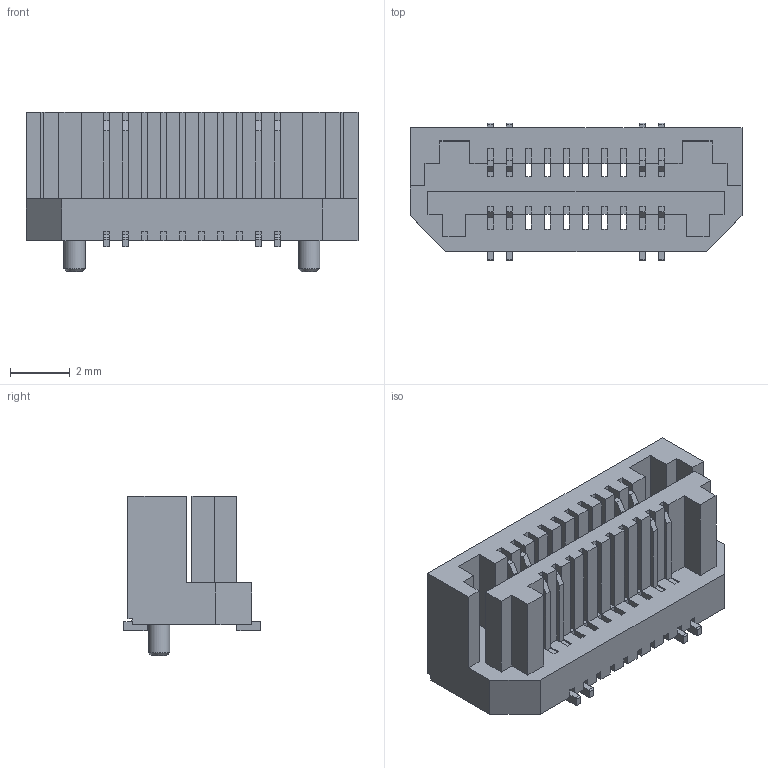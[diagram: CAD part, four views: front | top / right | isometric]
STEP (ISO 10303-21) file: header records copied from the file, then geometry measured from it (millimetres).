
FILE_DESCRIPTION(/* description */ (''),/* implementation_level */ '2;1');
FILE_NAME(/* name */ 'SAMTEC_LSS-110-01-L-DV-A.stp',/* time_stamp */ '2016-03-07T13:38:24+01:00',/* author */ ('riccim'),/* organization */ (''),/* preprocessor_version */ 'ST-DEVELOPER v15.5',/* originating_system */ 'AutoCAD Mechanical',/* authorisation */ ' ');
FILE_SCHEMA (('AUTOMOTIVE_DESIGN { 1 0 10303 214 3 1 1 }'));
Length unit declared in the file: millimetre
Products named in the file (1): Product
Bounding box: 11.1 x 4.6 x 5.35 mm (x, y, z)
Volume: 120.5 mm3; surface area: 446.9 mm2
Topology: 3 solids, 3 shells, 447 faces, 1314 edges, 836 vertices
Faces by surface type: plane 403, cylinder 42, cone 2
Full cylindrical faces by diameter (mm): 0.71 x2
Entity records: 14553 total; most frequent: ORIENTED_EDGE 2616, CARTESIAN_POINT 2590, DIRECTION 2290, EDGE_CURVE 1308, LINE 1222, VECTOR 1222, VERTEX_POINT 834, AXIS2_PLACEMENT_3D 534
